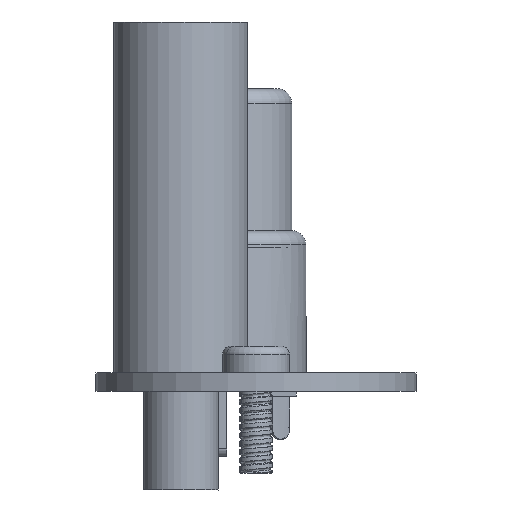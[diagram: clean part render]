
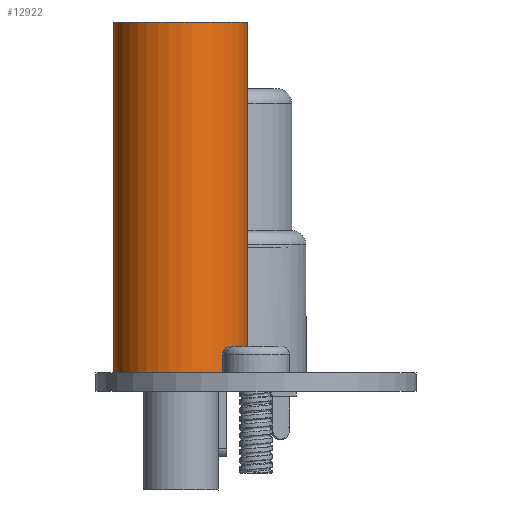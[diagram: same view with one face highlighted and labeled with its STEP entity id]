
A CAD part, left-side view. The second image highlights one B-rep face of the part: STEP entity #12922.
In plain terms, the highlighted cylindrical face has radius 4 mm (diameter 8 mm), a full revolution.
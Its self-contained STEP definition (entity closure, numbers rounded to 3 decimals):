
#12922 = ADVANCED_FACE('',(#12923),#12950,.T.);
#12923 = FACE_BOUND('',#12924,.T.);
#12924 = EDGE_LOOP('',(#12925,#12934,#12942,#12949));
#12925 = ORIENTED_EDGE('',*,*,#12926,.T.);
#12926 = EDGE_CURVE('',#12927,#12927,#12929,.T.);
#12927 = VERTEX_POINT('',#12928);
#12928 = CARTESIAN_POINT('',(4.,0.,0.));
#12929 = CIRCLE('',#12930,4.);
#12930 = AXIS2_PLACEMENT_3D('',#12931,#12932,#12933);
#12931 = CARTESIAN_POINT('',(0.,0.,0.));
#12932 = DIRECTION('',(0.,0.,1.));
#12933 = DIRECTION('',(1.,0.,0.));
#12934 = ORIENTED_EDGE('',*,*,#12935,.T.);
#12935 = EDGE_CURVE('',#12927,#12936,#12938,.T.);
#12936 = VERTEX_POINT('',#12937);
#12937 = CARTESIAN_POINT('',(4.,0.,21.));
#12938 = LINE('',#12939,#12940);
#12939 = CARTESIAN_POINT('',(4.,0.,0.));
#12940 = VECTOR('',#12941,1.);
#12941 = DIRECTION('',(0.,0.,1.));
#12942 = ORIENTED_EDGE('',*,*,#12943,.F.);
#12943 = EDGE_CURVE('',#12936,#12936,#12944,.T.);
#12944 = CIRCLE('',#12945,4.);
#12945 = AXIS2_PLACEMENT_3D('',#12946,#12947,#12948);
#12946 = CARTESIAN_POINT('',(0.,0.,21.));
#12947 = DIRECTION('',(0.,0.,1.));
#12948 = DIRECTION('',(1.,0.,0.));
#12949 = ORIENTED_EDGE('',*,*,#12935,.F.);
#12950 = CYLINDRICAL_SURFACE('',#12951,4.);
#12951 = AXIS2_PLACEMENT_3D('',#12952,#12953,#12954);
#12952 = CARTESIAN_POINT('',(0.,0.,0.));
#12953 = DIRECTION('',(0.,0.,-1.));
#12954 = DIRECTION('',(1.,0.,0.));
